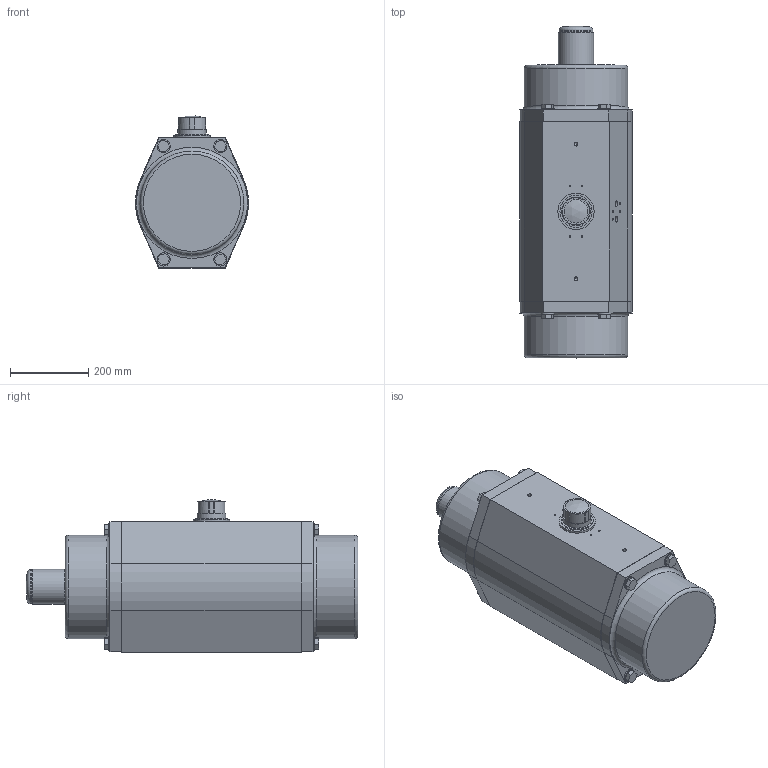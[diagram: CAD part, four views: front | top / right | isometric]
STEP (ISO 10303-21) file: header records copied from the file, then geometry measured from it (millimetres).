
FILE_DESCRIPTION( ( 'STEP AP214' ), '1' );
FILE_NAME( ' ', ' ', ( ' ' ), ( ' ' ), 'PSStep 11.0', 'VISI 17.0', ' ' );
FILE_SCHEMA( ( 'AUTOMOTIVE_DESIGN { 1 0 10303 214 1 1 1 1 }' ) );
Length unit declared in the file: millimetre
Products named in the file (1): 1
Bounding box: 288.96 x 850 x 390.44 mm (x, y, z)
Volume: 55244032.7 mm3; surface area: 970584.8 mm2
Topology: 1 solids, 1 shells, 194 faces, 470 edges, 307 vertices
Faces by surface type: plane 124, cylinder 45, cone 18, torus 5, sphere 2
Full cylindrical faces by diameter (mm): 4.2 x4, 5 x4, 10.2 x2, 14.95 x2, 17.5 x4, 34 x8, 69 x1, 73 x1, 82 x1, 87 x1, 90 x1, 93 x1, 110 x1, 118 x1, 130 x1, 265 x2
Entity records: 6757 total; most frequent: CARTESIAN_POINT 883, DIRECTION 882, ORIENTED_EDGE 776, EDGE_CURVE 388, VERTEX_POINT 300, AXIS2_PLACEMENT_3D 299, LINE 284, VECTOR 284
